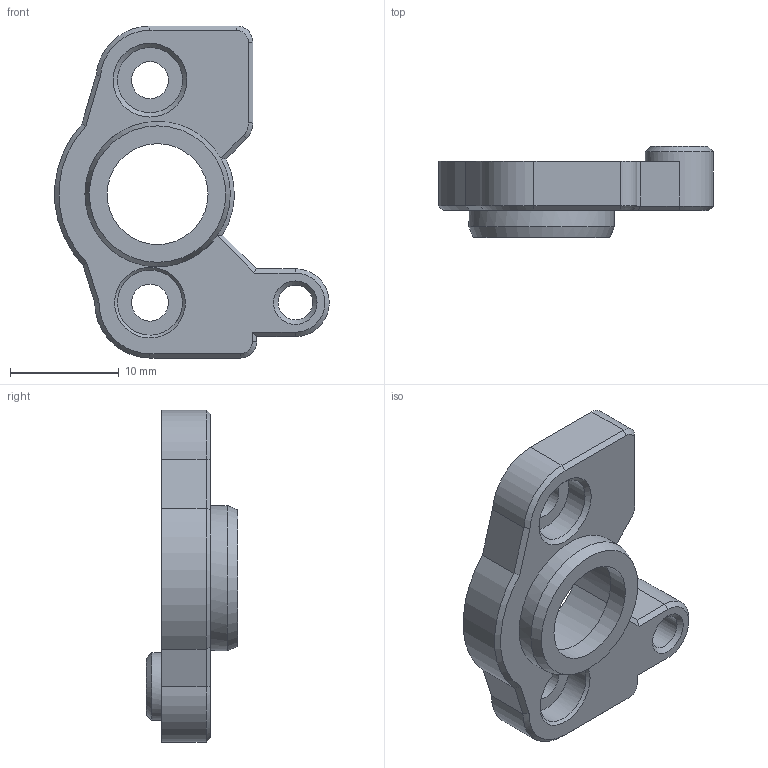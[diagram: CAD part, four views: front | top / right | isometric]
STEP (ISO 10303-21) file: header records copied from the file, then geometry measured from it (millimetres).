
FILE_DESCRIPTION(/* description */ ('STEP AP242','CAx-IF Rec.Pracs.---Representation and Presentation of Product Manufacturing Information (PMI)---4.0---2014-10-13','CAx-IF Rec.Pracs.---3D Tessellated Geometry---0.4---2014-09-14','2;1'),/* implementation_level */ '2;1');
FILE_NAME(/* name */ '6306e93627e2193ee5fced8d',/* time_stamp */ '2022-08-25T03:15:02+00:00',/* author */ (''),/* organization */ (''),/* preprocessor_version */ 'ST-DEVELOPER v18.102',/* originating_system */ ' ',/* authorisation */ ' ');
FILE_SCHEMA (('AP242_MANAGED_MODEL_BASED_3D_ENGINEERING_MIM_LF { 1 0 10303 442 1 1 4 }'));
Length unit declared in the file: metre
Products named in the file (1): Main Body -Top
Bounding box: 25.29 x 8.4 x 30.59 mm (x, y, z)
Volume: 1735.8 mm3; surface area: 1748.3 mm2
Topology: 1 solids, 1 shells, 63 faces, 152 edges, 94 vertices
Faces by surface type: plane 28, cone 17, cylinder 17, bspline 1
Full cylindrical faces by diameter (mm): 3.2 x1, 3.4 x2, 6 x1, 6.25 x1, 9.3 x1, 13.38 x1
Entity records: 1778 total; most frequent: CARTESIAN_POINT 323, DIRECTION 310, ORIENTED_EDGE 258, EDGE_CURVE 129, AXIS2_PLACEMENT_3D 122, EDGE_LOOP 90, FACE_BOUND 90, VERTEX_POINT 87
